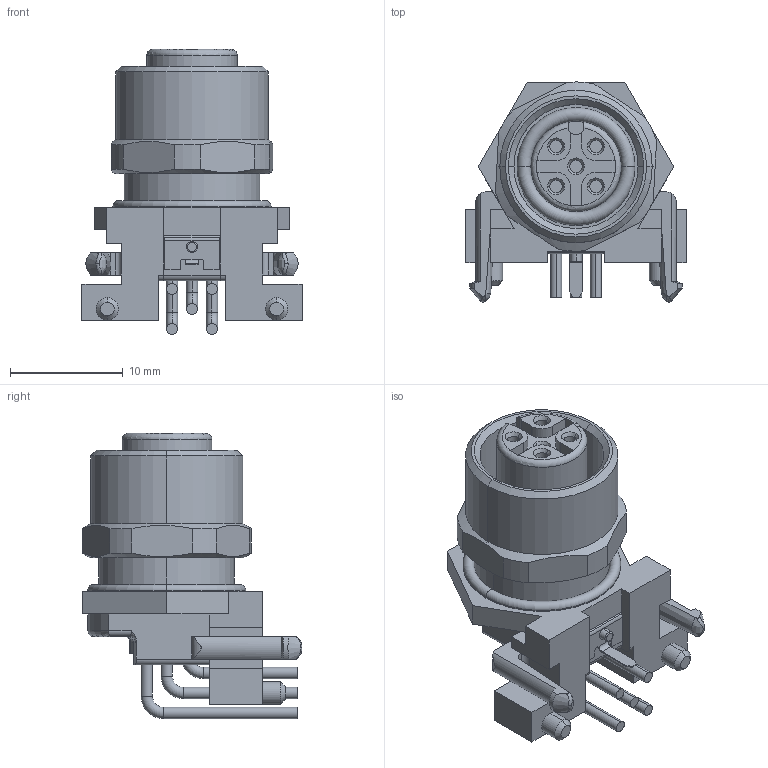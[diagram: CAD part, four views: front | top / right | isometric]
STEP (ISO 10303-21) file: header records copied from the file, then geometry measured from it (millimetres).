
FILE_DESCRIPTION((''),'2;1');
FILE_NAME('C-4-2172079-2','2017-04-03T',('workeradm'),('Tyco Electronics Ltd.'),'CREO PARAMETRIC BY PTC INC, 2016050','CREO PARAMETRIC BY PTC INC, 2016050','');
FILE_SCHEMA(('AUTOMOTIVE_DESIGN { 1 0 10303 214 1 1 1 1 }'));
Length unit declared in the file: millimetre
Products named in the file (1): C-4-2172079-2
Bounding box: 19.5 x 19.49 x 25.27 mm (x, y, z)
Volume: 2863 mm3; surface area: 2634.8 mm2
Topology: 1 solids, 1 shells, 269 faces, 679 edges, 428 vertices
Faces by surface type: plane 116, cylinder 92, cone 28, torus 20, bspline 13
Entity records: 14894 total; most frequent: CARTESIAN_POINT 8459, ORIENTED_EDGE 1358, DIRECTION 1310, EDGE_CURVE 679, AXIS2_PLACEMENT_3D 474, VERTEX_POINT 428, VECTOR 362, LINE 362
